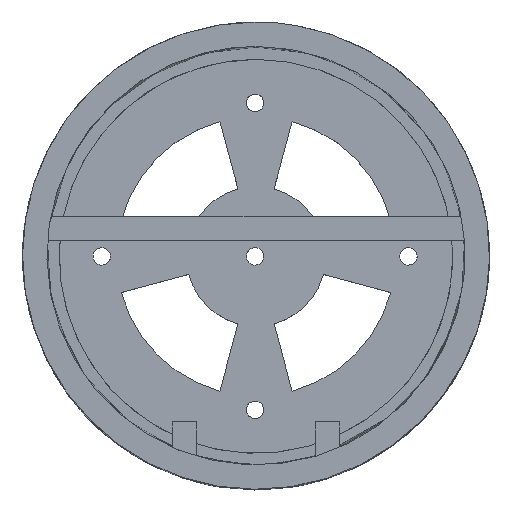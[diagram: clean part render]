
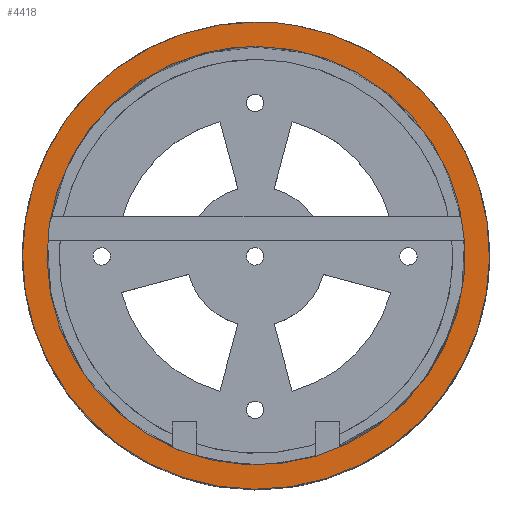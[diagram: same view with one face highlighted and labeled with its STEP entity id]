
A CAD part, top view. The second image highlights one B-rep face of the part: STEP entity #4418.
In plain terms, the highlighted planar face has unit normal (0, 0, 1).
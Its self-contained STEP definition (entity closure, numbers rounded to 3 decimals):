
#62=FACE_BOUND('',#776,.T.);
#187=B_SPLINE_CURVE_WITH_KNOTS('',3,(#6080,#6081,#6082,#6083,#6084,#6085,
#6086,#6087,#6088,#6089,#6090,#6091,#6092,#6093,#6094,#6095,#6096,#6097,
#6098,#6099,#6100,#6101,#6102,#6103,#6104,#6105),.UNSPECIFIED.,.T.,.F.,
(4,2,2,2,2,2,2,2,2,2,2,2,4),(-3.142,-2.588,-2.034,
-1.48,-0.902,-0.347,0.208,
0.762,1.315,1.871,2.424,2.978,
3.142),.UNSPECIFIED.);
#532=FACE_OUTER_BOUND('',#775,.T.);
#775=EDGE_LOOP('',(#3969));
#776=EDGE_LOOP('',(#3970));
#1627=ELLIPSE('',#4625,30.,29.977);
#1706=VERTEX_POINT('',#6078);
#2017=VERTEX_POINT('',#8816);
#2161=EDGE_CURVE('',#1706,#1706,#187,.T.);
#2598=EDGE_CURVE('',#2017,#2017,#1627,.T.);
#3969=ORIENTED_EDGE('',*,*,#2161,.T.);
#3970=ORIENTED_EDGE('',*,*,#2598,.T.);
#4202=PLANE('',#4727);
#4418=ADVANCED_FACE('',(#532,#62),#4202,.T.);
#4625=AXIS2_PLACEMENT_3D('',#8817,#5397,#5398);
#4727=AXIS2_PLACEMENT_3D('',#9065,#5694,#5695);
#5397=DIRECTION('center_axis',(0.,0.,-1.));
#5398=DIRECTION('ref_axis',(0.,-1.,0.));
#5694=DIRECTION('center_axis',(0.,0.,1.));
#5695=DIRECTION('ref_axis',(1.,0.,0.));
#6078=CARTESIAN_POINT('',(5.825,55.326,60.));
#6080=CARTESIAN_POINT('Ctrl Pts',(5.825,55.326,60.));
#6081=CARTESIAN_POINT('Ctrl Pts',(-0.359,55.326,60.));
#6082=CARTESIAN_POINT('Ctrl Pts',(-6.533,53.569,60.));
#6083=CARTESIAN_POINT('Ctrl Pts',(-17.048,47.058,60.));
#6084=CARTESIAN_POINT('Ctrl Pts',(-21.373,42.315,60.));
#6085=CARTESIAN_POINT('Ctrl Pts',(-26.89,31.246,60.));
#6086=CARTESIAN_POINT('Ctrl Pts',(-28.075,24.938,60.));
#6087=CARTESIAN_POINT('Ctrl Pts',(-26.927,12.356,60.));
#6088=CARTESIAN_POINT('Ctrl Pts',(-24.438,6.119,60.));
#6089=CARTESIAN_POINT('Ctrl Pts',(-16.599,-3.81,60.));
#6090=CARTESIAN_POINT('Ctrl Pts',(-11.377,-7.575,60.));
#6091=CARTESIAN_POINT('Ctrl Pts',(0.274,-11.785,60.));
#6092=CARTESIAN_POINT('Ctrl Pts',(6.683,-12.23,60.));
#6093=CARTESIAN_POINT('Ctrl Pts',(18.786,-9.674,60.));
#6094=CARTESIAN_POINT('Ctrl Pts',(24.462,-6.681,60.));
#6095=CARTESIAN_POINT('Ctrl Pts',(33.403,1.855,60.));
#6096=CARTESIAN_POINT('Ctrl Pts',(36.655,7.383,60.));
#6097=CARTESIAN_POINT('Ctrl Pts',(39.781,19.361,60.));
#6098=CARTESIAN_POINT('Ctrl Pts',(39.638,25.796,60.));
#6099=CARTESIAN_POINT('Ctrl Pts',(35.985,37.625,60.));
#6100=CARTESIAN_POINT('Ctrl Pts',(32.489,43.004,60.));
#6101=CARTESIAN_POINT('Ctrl Pts',(23.178,51.134,60.));
#6102=CARTESIAN_POINT('Ctrl Pts',(17.377,53.871,60.));
#6103=CARTESIAN_POINT('Ctrl Pts',(9.478,55.176,60.));
#6104=CARTESIAN_POINT('Ctrl Pts',(7.651,55.326,60.));
#6105=CARTESIAN_POINT('Ctrl Pts',(5.825,55.326,60.));
#8816=CARTESIAN_POINT('',(5.825,51.826,60.));
#8817=CARTESIAN_POINT('Origin',(5.825,21.826,60.));
#9065=CARTESIAN_POINT('Origin',(5.853,21.548,60.));
